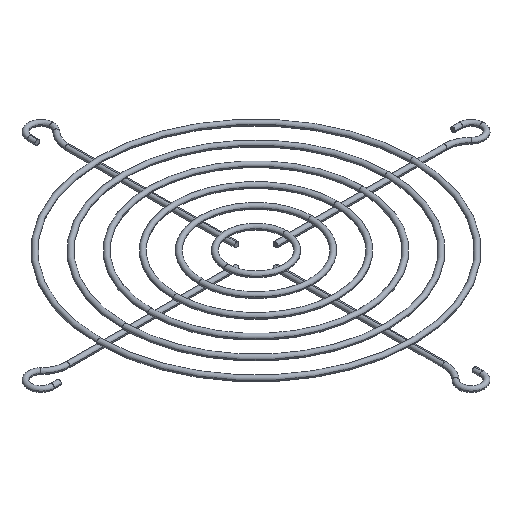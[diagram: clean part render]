
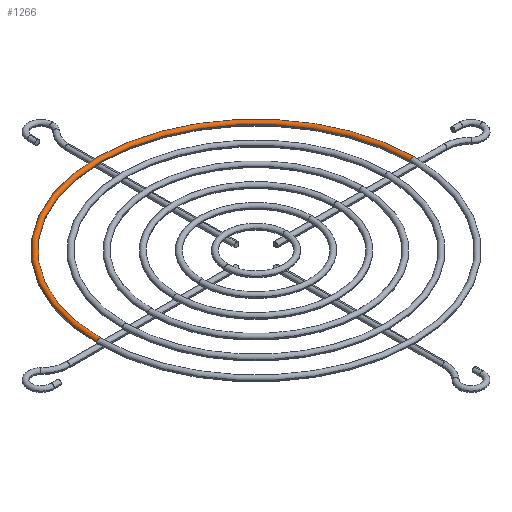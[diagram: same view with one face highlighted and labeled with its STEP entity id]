
A CAD part, isometric view. The second image highlights one B-rep face of the part: STEP entity #1266.
In plain terms, the highlighted toroidal (fillet/blend) face has major radius 64.5 mm and minor radius 1 mm.
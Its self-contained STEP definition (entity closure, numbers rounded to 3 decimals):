
#67 = CARTESIAN_POINT ( 'NONE',  ( 65.5, 0., 1.95 ) ) ;
#237 = CARTESIAN_POINT ( 'NONE',  ( 0., 0., 1.95 ) ) ;
#260 = VERTEX_POINT ( 'NONE', #1631 ) ;
#261 = EDGE_CURVE ( 'NONE', #260, #2741, #2732, .T. ) ;
#276 = ORIENTED_EDGE ( 'NONE', *, *, #868, .T. ) ;
#294 = ORIENTED_EDGE ( 'NONE', *, *, #261, .T. ) ;
#319 = CIRCLE ( 'NONE', #446, 1. ) ;
#403 = EDGE_LOOP ( 'NONE', ( #1752, #440, #294, #276 ) ) ;
#440 = ORIENTED_EDGE ( 'NONE', *, *, #1357, .F. ) ;
#446 = AXIS2_PLACEMENT_3D ( 'NONE', #946, #2487, #526 ) ;
#526 = DIRECTION ( 'NONE',  ( -1., 0., 0. ) ) ;
#536 = DIRECTION ( 'NONE',  ( 0., 0., -1. ) ) ;
#575 = EDGE_CURVE ( 'NONE', #1867, #2613, #623, .T. ) ;
#623 = CIRCLE ( 'NONE', #995, 65.5 ) ;
#841 = FACE_OUTER_BOUND ( 'NONE', #403, .T. ) ;
#868 = EDGE_CURVE ( 'NONE', #2741, #2613, #319, .T. ) ;
#946 = CARTESIAN_POINT ( 'NONE',  ( 64.5, 0., 1.95 ) ) ;
#995 = AXIS2_PLACEMENT_3D ( 'NONE', #237, #2206, #2682 ) ;
#1020 = DIRECTION ( 'NONE',  ( -1., 0., 0. ) ) ;
#1138 = DIRECTION ( 'NONE',  ( -1., 0., 0. ) ) ;
#1266 = ADVANCED_FACE ( 'NONE', ( #841 ), #2805, .T. ) ;
#1306 = CARTESIAN_POINT ( 'NONE',  ( -64.5, 0., 1.95 ) ) ;
#1357 = EDGE_CURVE ( 'NONE', #260, #1867, #2143, .T. ) ;
#1449 = AXIS2_PLACEMENT_3D ( 'NONE', #2186, #1734, #1138 ) ;
#1631 = CARTESIAN_POINT ( 'NONE',  ( -63.5, 0., 1.95 ) ) ;
#1734 = DIRECTION ( 'NONE',  ( 0., 0., -1. ) ) ;
#1752 = ORIENTED_EDGE ( 'NONE', *, *, #575, .F. ) ;
#1867 = VERTEX_POINT ( 'NONE', #2755 ) ;
#1989 = DIRECTION ( 'NONE',  ( 0., 0., -1. ) ) ;
#2143 = CIRCLE ( 'NONE', #2329, 1. ) ;
#2186 = CARTESIAN_POINT ( 'NONE',  ( 0., 0., 1.95 ) ) ;
#2206 = DIRECTION ( 'NONE',  ( 0., 0., -1. ) ) ;
#2229 = AXIS2_PLACEMENT_3D ( 'NONE', #2501, #536, #1020 ) ;
#2329 = AXIS2_PLACEMENT_3D ( 'NONE', #1306, #2813, #1989 ) ;
#2487 = DIRECTION ( 'NONE',  ( 0., 1., 0. ) ) ;
#2493 = CARTESIAN_POINT ( 'NONE',  ( 63.5, 0., 1.95 ) ) ;
#2501 = CARTESIAN_POINT ( 'NONE',  ( 0., 0., 1.95 ) ) ;
#2613 = VERTEX_POINT ( 'NONE', #67 ) ;
#2682 = DIRECTION ( 'NONE',  ( -1., 0., 0. ) ) ;
#2732 = CIRCLE ( 'NONE', #2229, 63.5 ) ;
#2741 = VERTEX_POINT ( 'NONE', #2493 ) ;
#2755 = CARTESIAN_POINT ( 'NONE',  ( -65.5, 0., 1.95 ) ) ;
#2805 = TOROIDAL_SURFACE ( 'NONE', #1449, 64.5, 1. ) ;
#2813 = DIRECTION ( 'NONE',  ( 0., -1., 0. ) ) ;
